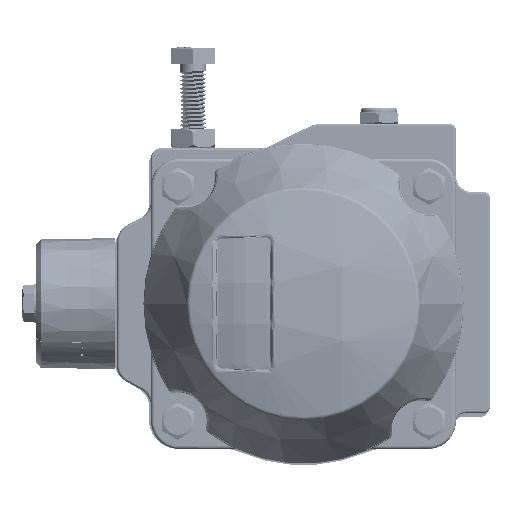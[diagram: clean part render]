
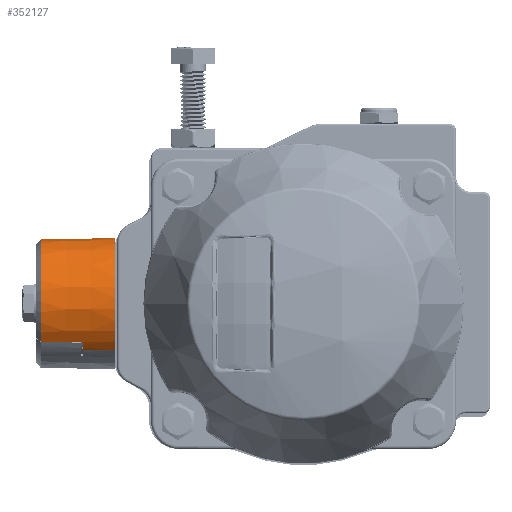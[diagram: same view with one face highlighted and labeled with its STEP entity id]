
A CAD part, left-side view. The second image highlights one B-rep face of the part: STEP entity #352127.
In plain terms, the highlighted conical face has half-angle 1.065 degrees and reference radius 20.25 mm.
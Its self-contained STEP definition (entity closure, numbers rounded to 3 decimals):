
#3353 = EDGE_CURVE ( 'NONE', #403690, #286095, #165775, .T. ) ;
#7181 = DIRECTION ( 'NONE',  ( 0., -1., 0. ) ) ;
#16210 = LINE ( 'NONE', #144285, #469960 ) ;
#18213 = AXIS2_PLACEMENT_3D ( 'NONE', #227101, #7181, #263949 ) ;
#39907 = CONICAL_SURFACE ( 'NONE', #216223, 20.25, 0.019 ) ;
#51429 = FACE_OUTER_BOUND ( 'NONE', #287365, .T. ) ;
#52572 = CARTESIAN_POINT ( 'NONE',  ( 72.281, 124.501, -14.185 ) ) ;
#60082 = EDGE_CURVE ( 'NONE', #454030, #315167, #409535, .T. ) ;
#84369 = ORIENTED_EDGE ( 'NONE', *, *, #240331, .T. ) ;
#104005 = CARTESIAN_POINT ( 'NONE',  ( 70.433, 133.102, -11.79 ) ) ;
#109204 = EDGE_CURVE ( 'NONE', #247099, #286095, #16210, .T. ) ;
#113569 = DIRECTION ( 'NONE',  ( 0., 1., 0. ) ) ;
#119570 = CARTESIAN_POINT ( 'NONE',  ( 86.471, 114.701, 0.005 ) ) ;
#120433 = CIRCLE ( 'NONE', #267156, 19.828 ) ;
#122288 = VERTEX_POINT ( 'NONE', #52572 ) ;
#126354 = EDGE_CURVE ( 'NONE', #122288, #403690, #447616, .T. ) ;
#126949 = DIRECTION ( 'NONE',  ( 0., -1., 0. ) ) ;
#140902 = CARTESIAN_POINT ( 'NONE',  ( 70.491, 137.402, -11.733 ) ) ;
#144285 = CARTESIAN_POINT ( 'NONE',  ( 100.79, 114.701, 14.324 ) ) ;
#156439 = DIRECTION ( 'NONE',  ( -0.707, 0., -0.707 ) ) ;
#159996 = CARTESIAN_POINT ( 'NONE',  ( 98.323, 128.802, 16.1 ) ) ;
#165775 = CIRCLE ( 'NONE', #263959, 20.25 ) ;
#166009 = DIRECTION ( 'NONE',  ( 0., -1., 0. ) ) ;
#166108 = VECTOR ( 'NONE', #166698, 1000. ) ;
#166698 = DIRECTION ( 'NONE',  ( -0.013, -1., -0.013 ) ) ;
#170022 = B_SPLINE_CURVE_WITH_KNOTS ( 'NONE', 3,
 ( #196952, #159996, #379941, #233860 ),
 .UNSPECIFIED., .F., .F.,
 ( 4, 4 ),
 ( 0., 0.013 ),
 .UNSPECIFIED. ) ;
#171611 = ORIENTED_EDGE ( 'NONE', *, *, #187923, .T. ) ;
#173596 = CARTESIAN_POINT ( 'NONE',  ( 98.38, 124.501, 16.157 ) ) ;
#187923 = EDGE_CURVE ( 'NONE', #222010, #376210, #170022, .T. ) ;
#196952 = CARTESIAN_POINT ( 'NONE',  ( 98.38, 124.501, 16.157 ) ) ;
#214461 = CIRCLE ( 'NONE', #460668, 20.068 ) ;
#216223 = AXIS2_PLACEMENT_3D ( 'NONE', #119570, #339396, #156439 ) ;
#222010 = VERTEX_POINT ( 'NONE', #173596 ) ;
#227101 = CARTESIAN_POINT ( 'NONE',  ( 86.471, 124.501, 0.005 ) ) ;
#233860 = CARTESIAN_POINT ( 'NONE',  ( 98.209, 137.402, 15.985 ) ) ;
#240331 = EDGE_CURVE ( 'NONE', #247099, #222010, #245526, .T. ) ;
#245526 = CIRCLE ( 'NONE', #18213, 20.068 ) ;
#247099 = VERTEX_POINT ( 'NONE', #318231 ) ;
#250087 = CARTESIAN_POINT ( 'NONE',  ( 70.376, 128.802, -11.847 ) ) ;
#258172 = ORIENTED_EDGE ( 'NONE', *, *, #60082, .T. ) ;
#263766 = EDGE_CURVE ( 'NONE', #315167, #122288, #214461, .T. ) ;
#263949 = DIRECTION ( 'NONE',  ( -0.707, 0., -0.707 ) ) ;
#263959 = AXIS2_PLACEMENT_3D ( 'NONE', #333412, #113569, #370406 ) ;
#267156 = AXIS2_PLACEMENT_3D ( 'NONE', #385956, #166009, #422894 ) ;
#286095 = VERTEX_POINT ( 'NONE', #321861 ) ;
#287365 = EDGE_LOOP ( 'NONE', ( #459764, #84369, #171611, #310846, #258172, #441748, #425155, #432384 ) ) ;
#310846 = ORIENTED_EDGE ( 'NONE', *, *, #422912, .T. ) ;
#315167 = VERTEX_POINT ( 'NONE', #464180 ) ;
#318143 = CARTESIAN_POINT ( 'NONE',  ( 72.152, 114.701, -14.314 ) ) ;
#318231 = CARTESIAN_POINT ( 'NONE',  ( 100.661, 124.501, 14.195 ) ) ;
#321861 = CARTESIAN_POINT ( 'NONE',  ( 100.79, 114.701, 14.324 ) ) ;
#333412 = CARTESIAN_POINT ( 'NONE',  ( 86.471, 114.701, 0.005 ) ) ;
#339396 = DIRECTION ( 'NONE',  ( 0., -1., 0. ) ) ;
#346778 = CARTESIAN_POINT ( 'NONE',  ( 86.471, 124.501, 0.005 ) ) ;
#352127 = ADVANCED_FACE ( 'NONE', ( #51429 ), #39907, .T. ) ;
#364156 = DIRECTION ( 'NONE',  ( 0.013, -1., 0.013 ) ) ;
#370406 = DIRECTION ( 'NONE',  ( -0.707, 0., -0.707 ) ) ;
#376210 = VERTEX_POINT ( 'NONE', #409559 ) ;
#379941 = CARTESIAN_POINT ( 'NONE',  ( 98.266, 133.102, 16.043 ) ) ;
#383764 = DIRECTION ( 'NONE',  ( -0.707, 0., -0.707 ) ) ;
#385956 = CARTESIAN_POINT ( 'NONE',  ( 86.471, 137.402, 0.005 ) ) ;
#386648 = CARTESIAN_POINT ( 'NONE',  ( 72.152, 114.701, -14.314 ) ) ;
#397723 = CARTESIAN_POINT ( 'NONE',  ( 70.319, 124.501, -11.904 ) ) ;
#403690 = VERTEX_POINT ( 'NONE', #318143 ) ;
#409535 = B_SPLINE_CURVE_WITH_KNOTS ( 'NONE', 3,
 ( #140902, #104005, #250087, #397723 ),
 .UNSPECIFIED., .F., .F.,
 ( 4, 4 ),
 ( 0., 0.013 ),
 .UNSPECIFIED. ) ;
#409559 = CARTESIAN_POINT ( 'NONE',  ( 98.209, 137.402, 15.985 ) ) ;
#422894 = DIRECTION ( 'NONE',  ( -0.707, 0., -0.707 ) ) ;
#422912 = EDGE_CURVE ( 'NONE', #376210, #454030, #120433, .T. ) ;
#425155 = ORIENTED_EDGE ( 'NONE', *, *, #126354, .T. ) ;
#432384 = ORIENTED_EDGE ( 'NONE', *, *, #3353, .T. ) ;
#441748 = ORIENTED_EDGE ( 'NONE', *, *, #263766, .T. ) ;
#447227 = CARTESIAN_POINT ( 'NONE',  ( 70.491, 137.402, -11.733 ) ) ;
#447616 = LINE ( 'NONE', #386648, #166108 ) ;
#454030 = VERTEX_POINT ( 'NONE', #447227 ) ;
#459764 = ORIENTED_EDGE ( 'NONE', *, *, #109204, .F. ) ;
#460668 = AXIS2_PLACEMENT_3D ( 'NONE', #346778, #126949, #383764 ) ;
#464180 = CARTESIAN_POINT ( 'NONE',  ( 70.319, 124.501, -11.904 ) ) ;
#469960 = VECTOR ( 'NONE', #364156, 1000. ) ;
